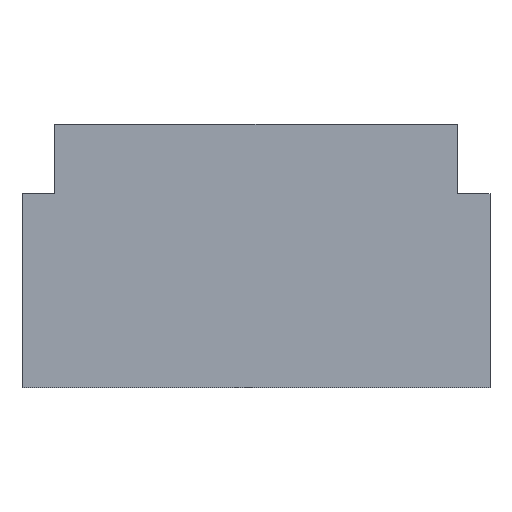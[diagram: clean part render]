
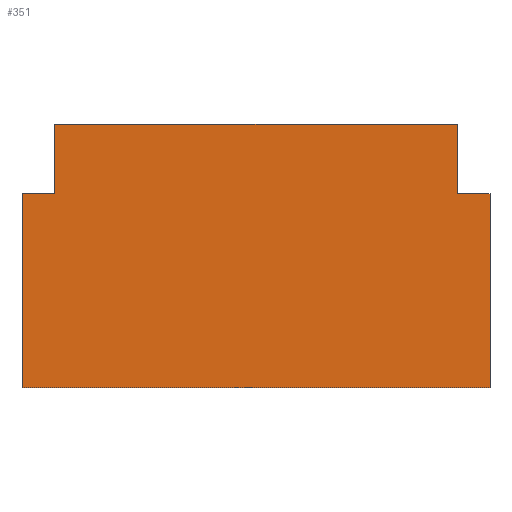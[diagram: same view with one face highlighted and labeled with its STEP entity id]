
A CAD part, front view. The second image highlights one B-rep face of the part: STEP entity #351.
In plain terms, the highlighted planar face has unit normal (0, -1, 0).
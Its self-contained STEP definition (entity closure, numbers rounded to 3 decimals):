
#25=FACE_OUTER_BOUND('',#43,.T.);
#43=EDGE_LOOP('',(#271,#272,#273,#274,#275,#276,#277,#278));
#65=LINE('',#520,#113);
#78=LINE('',#547,#126);
#81=LINE('',#552,#129);
#84=LINE('',#557,#132);
#85=LINE('',#559,#133);
#86=LINE('',#561,#134);
#87=LINE('',#563,#135);
#88=LINE('',#564,#136);
#113=VECTOR('',#426,10.);
#126=VECTOR('',#445,10.);
#129=VECTOR('',#450,10.);
#132=VECTOR('',#457,10.);
#133=VECTOR('',#458,10.);
#134=VECTOR('',#459,10.);
#135=VECTOR('',#460,10.);
#136=VECTOR('',#461,10.);
#159=VERTEX_POINT('',#518);
#160=VERTEX_POINT('',#519);
#170=VERTEX_POINT('',#545);
#171=VERTEX_POINT('',#546);
#172=VERTEX_POINT('',#551);
#173=VERTEX_POINT('',#558);
#174=VERTEX_POINT('',#560);
#175=VERTEX_POINT('',#562);
#193=EDGE_CURVE('',#159,#160,#65,.T.);
#206=EDGE_CURVE('',#170,#171,#78,.T.);
#209=EDGE_CURVE('',#172,#159,#81,.T.);
#212=EDGE_CURVE('',#171,#172,#84,.T.);
#213=EDGE_CURVE('',#160,#173,#85,.T.);
#214=EDGE_CURVE('',#173,#174,#86,.T.);
#215=EDGE_CURVE('',#174,#175,#87,.T.);
#216=EDGE_CURVE('',#175,#170,#88,.T.);
#271=ORIENTED_EDGE('',*,*,#212,.T.);
#272=ORIENTED_EDGE('',*,*,#209,.T.);
#273=ORIENTED_EDGE('',*,*,#193,.T.);
#274=ORIENTED_EDGE('',*,*,#213,.T.);
#275=ORIENTED_EDGE('',*,*,#214,.T.);
#276=ORIENTED_EDGE('',*,*,#215,.T.);
#277=ORIENTED_EDGE('',*,*,#216,.T.);
#278=ORIENTED_EDGE('',*,*,#206,.T.);
#333=PLANE('',#392);
#351=ADVANCED_FACE('',(#25),#333,.T.);
#392=AXIS2_PLACEMENT_3D('',#556,#455,#456);
#426=DIRECTION('',(-1.,0.,0.));
#445=DIRECTION('',(0.,0.,-1.));
#450=DIRECTION('',(0.,0.,1.));
#455=DIRECTION('center_axis',(0.,-1.,0.));
#456=DIRECTION('ref_axis',(0.,0.,-1.));
#457=DIRECTION('',(1.,0.,0.));
#458=DIRECTION('',(0.,0.,1.));
#459=DIRECTION('',(-1.,0.,0.));
#460=DIRECTION('',(0.,0.,-1.));
#461=DIRECTION('',(-1.,0.,0.));
#518=CARTESIAN_POINT('',(33.7,-846.5,28.));
#519=CARTESIAN_POINT('',(29.,-846.5,28.));
#520=CARTESIAN_POINT('',(33.7,-846.5,28.));
#545=CARTESIAN_POINT('',(-33.7,-846.5,28.));
#546=CARTESIAN_POINT('',(-33.7,-846.5,0.));
#547=CARTESIAN_POINT('',(-33.7,-846.5,28.));
#551=CARTESIAN_POINT('',(33.7,-846.5,0.));
#552=CARTESIAN_POINT('',(33.7,-846.5,0.));
#556=CARTESIAN_POINT('Origin',(0.,-846.5,19.));
#557=CARTESIAN_POINT('',(-33.7,-846.5,0.));
#558=CARTESIAN_POINT('',(29.,-846.5,38.));
#559=CARTESIAN_POINT('',(29.,-846.5,38.));
#560=CARTESIAN_POINT('',(-29.,-846.5,38.));
#561=CARTESIAN_POINT('',(-29.,-846.5,38.));
#562=CARTESIAN_POINT('',(-29.,-846.5,28.));
#563=CARTESIAN_POINT('',(-29.,-846.5,28.));
#564=CARTESIAN_POINT('',(-32.,-846.5,28.));
